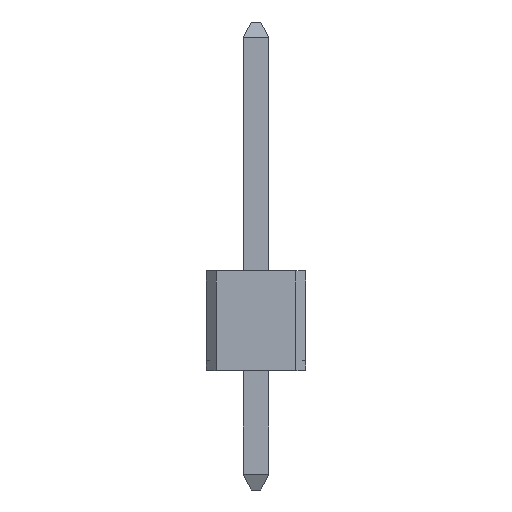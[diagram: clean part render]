
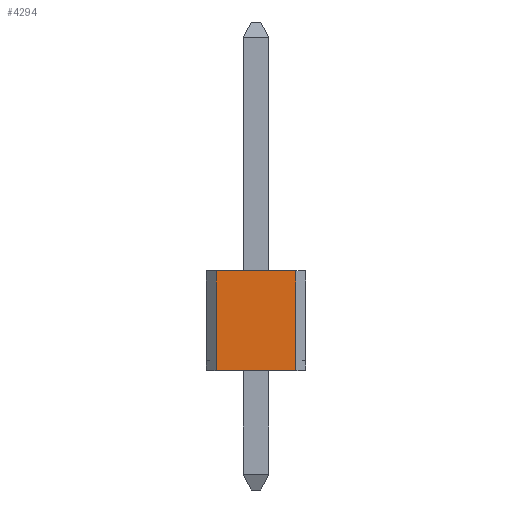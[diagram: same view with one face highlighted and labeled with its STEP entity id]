
A CAD part, left-side view. The second image highlights one B-rep face of the part: STEP entity #4294.
In plain terms, the highlighted planar face has unit normal (-1, 0, 0).
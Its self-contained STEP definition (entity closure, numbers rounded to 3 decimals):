
#49=FACE_OUTER_BOUND('',#305,.T.);
#305=EDGE_LOOP('',(#2799,#2800,#2801,#2802));
#575=LINE('',#5951,#1175);
#630=LINE('',#6068,#1230);
#631=LINE('',#6071,#1231);
#632=LINE('',#6072,#1232);
#1175=VECTOR('',#4828,2.032);
#1230=VECTOR('',#4903,2.54);
#1231=VECTOR('',#4906,2.032);
#1232=VECTOR('',#4907,2.54);
#1774=VERTEX_POINT('',#5948);
#1775=VERTEX_POINT('',#5950);
#1827=VERTEX_POINT('',#6066);
#1828=VERTEX_POINT('',#6070);
#2139=EDGE_CURVE('',#1775,#1774,#575,.T.);
#2194=EDGE_CURVE('',#1774,#1827,#630,.T.);
#2195=EDGE_CURVE('',#1828,#1827,#631,.T.);
#2196=EDGE_CURVE('',#1775,#1828,#632,.T.);
#2799=ORIENTED_EDGE('',*,*,#2139,.T.);
#2800=ORIENTED_EDGE('',*,*,#2194,.T.);
#2801=ORIENTED_EDGE('',*,*,#2195,.F.);
#2802=ORIENTED_EDGE('',*,*,#2196,.F.);
#3943=PLANE('',#4565);
#4294=ADVANCED_FACE('',(#49),#3943,.T.);
#4565=AXIS2_PLACEMENT_3D('',#6069,#4904,#4905);
#4828=DIRECTION('',(0.,0.,1.));
#4903=DIRECTION('',(0.,1.,0.));
#4904=DIRECTION('center_axis',(-1.,0.,0.));
#4905=DIRECTION('ref_axis',(0.,0.,1.));
#4906=DIRECTION('',(0.,0.,1.));
#4907=DIRECTION('',(0.,1.,0.));
#5948=CARTESIAN_POINT('',(-1.27,0.,1.016));
#5950=CARTESIAN_POINT('',(-1.27,0.,-1.016));
#5951=CARTESIAN_POINT('',(-1.27,0.,-1.016));
#6066=CARTESIAN_POINT('',(-1.27,2.54,1.016));
#6068=CARTESIAN_POINT('',(-1.27,0.,1.016));
#6069=CARTESIAN_POINT('Origin',(-1.27,0.,-1.016));
#6070=CARTESIAN_POINT('',(-1.27,2.54,-1.016));
#6071=CARTESIAN_POINT('',(-1.27,2.54,-1.016));
#6072=CARTESIAN_POINT('',(-1.27,0.,-1.016));
